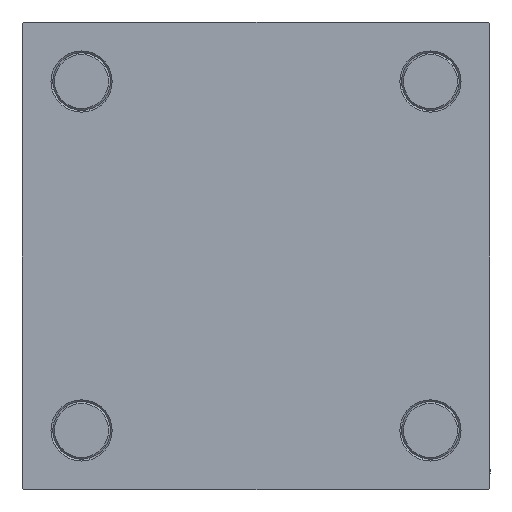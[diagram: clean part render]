
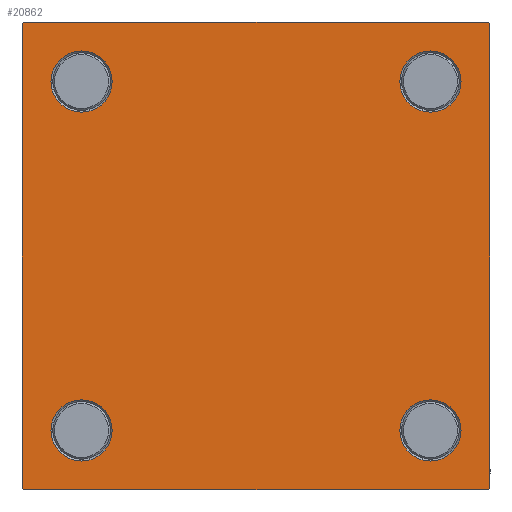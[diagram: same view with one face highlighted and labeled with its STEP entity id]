
A CAD part, left-side view. The second image highlights one B-rep face of the part: STEP entity #20862.
In plain terms, the highlighted planar face has unit normal (-1, 0, 0).
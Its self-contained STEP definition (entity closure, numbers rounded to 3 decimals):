
#401 = DIRECTION ( 'NONE',  ( 0., -0.707, -0.707 ) ) ;
#499 = VECTOR ( 'NONE', #17111, 1000. ) ;
#649 = EDGE_CURVE ( 'NONE', #19684, #32904, #26275, .T. ) ;
#729 = EDGE_CURVE ( 'NONE', #28493, #40202, #6354, .T. ) ;
#755 = VERTEX_POINT ( 'NONE', #42794 ) ;
#826 = PLANE ( 'NONE',  #28177 ) ;
#1074 = FACE_BOUND ( 'NONE', #24131, .T. ) ;
#1235 = VERTEX_POINT ( 'NONE', #40103 ) ;
#1237 = CARTESIAN_POINT ( 'NONE',  ( 0., 48.45, 48.45 ) ) ;
#1481 = ORIENTED_EDGE ( 'NONE', *, *, #14180, .T. ) ;
#1640 = CARTESIAN_POINT ( 'NONE',  ( 0., 64.75, 64.75 ) ) ;
#1732 = EDGE_CURVE ( 'NONE', #15649, #755, #19925, .T. ) ;
#1790 = CARTESIAN_POINT ( 'NONE',  ( 0., -48.45, 48.45 ) ) ;
#3566 = CARTESIAN_POINT ( 'NONE',  ( 0., -48.45, -39.95 ) ) ;
#4036 = CARTESIAN_POINT ( 'NONE',  ( 0., 65., 65. ) ) ;
#4262 = DIRECTION ( 'NONE',  ( 0., 0., 1. ) ) ;
#4472 = VERTEX_POINT ( 'NONE', #19386 ) ;
#4636 = FACE_OUTER_BOUND ( 'NONE', #46469, .T. ) ;
#6299 = CARTESIAN_POINT ( 'NONE',  ( 0., -48.45, 39.95 ) ) ;
#6354 = CIRCLE ( 'NONE', #21740, 8.5 ) ;
#6525 = EDGE_CURVE ( 'NONE', #4472, #31725, #38154, .T. ) ;
#6846 = ORIENTED_EDGE ( 'NONE', *, *, #41622, .T. ) ;
#7019 = VERTEX_POINT ( 'NONE', #10862 ) ;
#7260 = AXIS2_PLACEMENT_3D ( 'NONE', #29395, #30133, #41839 ) ;
#7266 = ORIENTED_EDGE ( 'NONE', *, *, #29630, .T. ) ;
#7484 = DIRECTION ( 'NONE',  ( 0., 0., 1. ) ) ;
#7687 = ORIENTED_EDGE ( 'NONE', *, *, #1732, .F. ) ;
#8250 = AXIS2_PLACEMENT_3D ( 'NONE', #1237, #16454, #20509 ) ;
#8502 = DIRECTION ( 'NONE',  ( 0., 0., 1. ) ) ;
#8628 = ORIENTED_EDGE ( 'NONE', *, *, #32604, .T. ) ;
#8880 = DIRECTION ( 'NONE',  ( 0., -0.707, 0.707 ) ) ;
#9408 = DIRECTION ( 'NONE',  ( 0., 0., 1. ) ) ;
#9835 = CARTESIAN_POINT ( 'NONE',  ( 0., -48.45, 56.95 ) ) ;
#10354 = ORIENTED_EDGE ( 'NONE', *, *, #26122, .T. ) ;
#10556 = VECTOR ( 'NONE', #401, 1000. ) ;
#10862 = CARTESIAN_POINT ( 'NONE',  ( 0., 64.5, -65. ) ) ;
#10981 = CARTESIAN_POINT ( 'NONE',  ( 0., 48.45, 48.45 ) ) ;
#11984 = LINE ( 'NONE', #26438, #39898 ) ;
#12497 = FACE_BOUND ( 'NONE', #28671, .T. ) ;
#13184 = ORIENTED_EDGE ( 'NONE', *, *, #39349, .T. ) ;
#13855 = DIRECTION ( 'NONE',  ( 0., 0., 1. ) ) ;
#14180 = EDGE_CURVE ( 'NONE', #19684, #33977, #44784, .T. ) ;
#14336 = DIRECTION ( 'NONE',  ( 1., 0., 0. ) ) ;
#14460 = VECTOR ( 'NONE', #45105, 1000. ) ;
#14510 = CARTESIAN_POINT ( 'NONE',  ( 0., 48.45, 56.95 ) ) ;
#14944 = EDGE_LOOP ( 'NONE', ( #15925, #6846 ) ) ;
#14963 = EDGE_CURVE ( 'NONE', #33977, #18613, #30916, .T. ) ;
#15365 = CARTESIAN_POINT ( 'NONE',  ( 0., 48.45, -48.45 ) ) ;
#15649 = VERTEX_POINT ( 'NONE', #43988 ) ;
#15664 = ORIENTED_EDGE ( 'NONE', *, *, #27432, .T. ) ;
#15925 = ORIENTED_EDGE ( 'NONE', *, *, #41931, .T. ) ;
#16218 = VERTEX_POINT ( 'NONE', #18256 ) ;
#16291 = CARTESIAN_POINT ( 'NONE',  ( 0., 0., 0. ) ) ;
#16454 = DIRECTION ( 'NONE',  ( 1., 0., 0. ) ) ;
#16554 = DIRECTION ( 'NONE',  ( 0., 0., 1. ) ) ;
#17111 = DIRECTION ( 'NONE',  ( 0., 0.707, -0.707 ) ) ;
#17489 = ORIENTED_EDGE ( 'NONE', *, *, #729, .T. ) ;
#18256 = CARTESIAN_POINT ( 'NONE',  ( 0., -64.5, -65. ) ) ;
#18613 = VERTEX_POINT ( 'NONE', #21426 ) ;
#19156 = DIRECTION ( 'NONE',  ( 1., 0., 0. ) ) ;
#19321 = EDGE_CURVE ( 'NONE', #33057, #47873, #32135, .T. ) ;
#19386 = CARTESIAN_POINT ( 'NONE',  ( 0., 48.45, 39.95 ) ) ;
#19497 = DIRECTION ( 'NONE',  ( 0., 0., -1. ) ) ;
#19612 = FACE_BOUND ( 'NONE', #48222, .T. ) ;
#19671 = LINE ( 'NONE', #35149, #10556 ) ;
#19684 = VERTEX_POINT ( 'NONE', #25490 ) ;
#19688 = ORIENTED_EDGE ( 'NONE', *, *, #6525, .T. ) ;
#19925 = LINE ( 'NONE', #42551, #24229 ) ;
#20509 = DIRECTION ( 'NONE',  ( 0., 0., 1. ) ) ;
#20862 = ADVANCED_FACE ( 'NONE', ( #19612, #35330, #12497, #1074, #4636 ), #826, .T. ) ;
#21169 = VECTOR ( 'NONE', #36193, 1000. ) ;
#21426 = CARTESIAN_POINT ( 'NONE',  ( 0., 65., -64.5 ) ) ;
#21605 = AXIS2_PLACEMENT_3D ( 'NONE', #1790, #24612, #9408 ) ;
#21740 = AXIS2_PLACEMENT_3D ( 'NONE', #15365, #30839, #16554 ) ;
#21918 = CIRCLE ( 'NONE', #24372, 8.5 ) ;
#22628 = DIRECTION ( 'NONE',  ( 0., -1., 0. ) ) ;
#23819 = ORIENTED_EDGE ( 'NONE', *, *, #649, .F. ) ;
#23844 = LINE ( 'NONE', #32454, #48983 ) ;
#24131 = EDGE_LOOP ( 'NONE', ( #13184, #19688 ) ) ;
#24229 = VECTOR ( 'NONE', #35404, 1000. ) ;
#24372 = AXIS2_PLACEMENT_3D ( 'NONE', #26242, #14336, #7484 ) ;
#24612 = DIRECTION ( 'NONE',  ( 1., 0., 0. ) ) ;
#25490 = CARTESIAN_POINT ( 'NONE',  ( 0., 64.5, 65. ) ) ;
#26122 = EDGE_CURVE ( 'NONE', #47873, #33057, #29125, .T. ) ;
#26242 = CARTESIAN_POINT ( 'NONE',  ( 0., 48.45, -48.45 ) ) ;
#26275 = LINE ( 'NONE', #36969, #14460 ) ;
#26388 = CARTESIAN_POINT ( 'NONE',  ( 0., 65., 64.5 ) ) ;
#26438 = CARTESIAN_POINT ( 'NONE',  ( 0., 65., -65. ) ) ;
#26548 = ORIENTED_EDGE ( 'NONE', *, *, #19321, .T. ) ;
#27338 = CARTESIAN_POINT ( 'NONE',  ( 0., -48.45, -48.45 ) ) ;
#27432 = EDGE_CURVE ( 'NONE', #18613, #7019, #19671, .T. ) ;
#28177 = AXIS2_PLACEMENT_3D ( 'NONE', #16291, #36075, #43971 ) ;
#28493 = VERTEX_POINT ( 'NONE', #34906 ) ;
#28671 = EDGE_LOOP ( 'NONE', ( #17489, #8628 ) ) ;
#29125 = CIRCLE ( 'NONE', #7260, 8.5 ) ;
#29395 = CARTESIAN_POINT ( 'NONE',  ( 0., -48.45, 48.45 ) ) ;
#29630 = EDGE_CURVE ( 'NONE', #15649, #32904, #48147, .T. ) ;
#29681 = VECTOR ( 'NONE', #19497, 1000. ) ;
#30087 = CIRCLE ( 'NONE', #8250, 8.5 ) ;
#30133 = DIRECTION ( 'NONE',  ( 1., 0., 0. ) ) ;
#30839 = DIRECTION ( 'NONE',  ( 1., 0., 0. ) ) ;
#30916 = LINE ( 'NONE', #4036, #29681 ) ;
#31725 = VERTEX_POINT ( 'NONE', #14510 ) ;
#31816 = CARTESIAN_POINT ( 'NONE',  ( 0., -48.45, -48.45 ) ) ;
#32135 = CIRCLE ( 'NONE', #21605, 8.5 ) ;
#32454 = CARTESIAN_POINT ( 'NONE',  ( 0., -64.75, -64.75 ) ) ;
#32604 = EDGE_CURVE ( 'NONE', #40202, #28493, #21918, .T. ) ;
#32904 = VERTEX_POINT ( 'NONE', #40948 ) ;
#33057 = VERTEX_POINT ( 'NONE', #6299 ) ;
#33977 = VERTEX_POINT ( 'NONE', #26388 ) ;
#34732 = ORIENTED_EDGE ( 'NONE', *, *, #39944, .T. ) ;
#34906 = CARTESIAN_POINT ( 'NONE',  ( 0., 48.45, -39.95 ) ) ;
#35149 = CARTESIAN_POINT ( 'NONE',  ( 0., 64.75, -64.75 ) ) ;
#35330 = FACE_BOUND ( 'NONE', #14944, .T. ) ;
#35404 = DIRECTION ( 'NONE',  ( 0., 0., -1. ) ) ;
#36075 = DIRECTION ( 'NONE',  ( -1., 0., 0. ) ) ;
#36193 = DIRECTION ( 'NONE',  ( 0., 0.707, 0.707 ) ) ;
#36969 = CARTESIAN_POINT ( 'NONE',  ( 0., 65., 65. ) ) ;
#38115 = CARTESIAN_POINT ( 'NONE',  ( 0., 48.45, -56.95 ) ) ;
#38154 = CIRCLE ( 'NONE', #44667, 8.5 ) ;
#39024 = DIRECTION ( 'NONE',  ( 1., 0., 0. ) ) ;
#39137 = AXIS2_PLACEMENT_3D ( 'NONE', #31816, #19156, #8502 ) ;
#39349 = EDGE_CURVE ( 'NONE', #31725, #4472, #30087, .T. ) ;
#39898 = VECTOR ( 'NONE', #22628, 1000. ) ;
#39944 = EDGE_CURVE ( 'NONE', #7019, #16218, #11984, .T. ) ;
#40012 = CARTESIAN_POINT ( 'NONE',  ( 0., -64.75, 64.75 ) ) ;
#40103 = CARTESIAN_POINT ( 'NONE',  ( 0., -48.45, -56.95 ) ) ;
#40202 = VERTEX_POINT ( 'NONE', #38115 ) ;
#40242 = ORIENTED_EDGE ( 'NONE', *, *, #44949, .T. ) ;
#40766 = DIRECTION ( 'NONE',  ( 1., 0., 0. ) ) ;
#40948 = CARTESIAN_POINT ( 'NONE',  ( 0., -64.5, 65. ) ) ;
#41190 = VERTEX_POINT ( 'NONE', #3566 ) ;
#41535 = AXIS2_PLACEMENT_3D ( 'NONE', #27338, #39024, #4262 ) ;
#41622 = EDGE_CURVE ( 'NONE', #1235, #41190, #43967, .T. ) ;
#41839 = DIRECTION ( 'NONE',  ( 0., 0., 1. ) ) ;
#41931 = EDGE_CURVE ( 'NONE', #41190, #1235, #43197, .T. ) ;
#42551 = CARTESIAN_POINT ( 'NONE',  ( 0., -65., 65. ) ) ;
#42794 = CARTESIAN_POINT ( 'NONE',  ( 0., -65., -64.5 ) ) ;
#43197 = CIRCLE ( 'NONE', #39137, 8.5 ) ;
#43967 = CIRCLE ( 'NONE', #41535, 8.5 ) ;
#43971 = DIRECTION ( 'NONE',  ( 0., 0., 1. ) ) ;
#43988 = CARTESIAN_POINT ( 'NONE',  ( 0., -65., 64.5 ) ) ;
#44667 = AXIS2_PLACEMENT_3D ( 'NONE', #10981, #40766, #13855 ) ;
#44784 = LINE ( 'NONE', #1640, #499 ) ;
#44949 = EDGE_CURVE ( 'NONE', #16218, #755, #23844, .T. ) ;
#45105 = DIRECTION ( 'NONE',  ( 0., -1., 0. ) ) ;
#46469 = EDGE_LOOP ( 'NONE', ( #49718, #15664, #34732, #40242, #7687, #7266, #23819, #1481 ) ) ;
#47873 = VERTEX_POINT ( 'NONE', #9835 ) ;
#48147 = LINE ( 'NONE', #40012, #21169 ) ;
#48222 = EDGE_LOOP ( 'NONE', ( #10354, #26548 ) ) ;
#48983 = VECTOR ( 'NONE', #8880, 1000. ) ;
#49718 = ORIENTED_EDGE ( 'NONE', *, *, #14963, .T. ) ;
